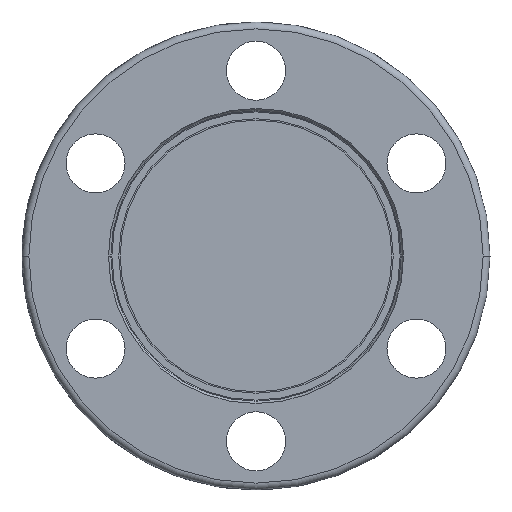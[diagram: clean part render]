
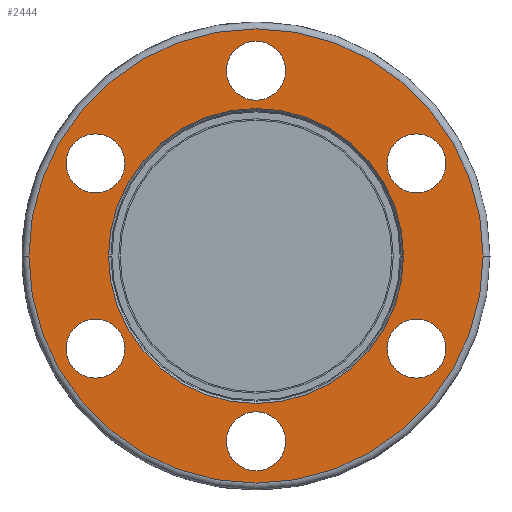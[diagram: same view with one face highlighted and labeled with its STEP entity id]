
A CAD part, front view. The second image highlights one B-rep face of the part: STEP entity #2444.
In plain terms, the highlighted planar face has unit normal (0, -1, 0).
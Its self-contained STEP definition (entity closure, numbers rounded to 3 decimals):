
#1353=CARTESIAN_POINT('',(0.,-7.5,0.));
#1354=DIRECTION('',(0.,1.,0.));
#1355=DIRECTION('',(-1.,0.,0.));
#1356=AXIS2_PLACEMENT_3D('',#1353,#1354,#1355);
#1358=CARTESIAN_POINT('',(0.,-7.5,0.));
#1359=DIRECTION('',(0.,1.,0.));
#1360=DIRECTION('',(1.,0.,0.));
#1361=AXIS2_PLACEMENT_3D('',#1358,#1359,#1360);
#1363=CARTESIAN_POINT('',(-11.691,-7.5,-6.75));
#1364=DIRECTION('',(0.,-1.,0.));
#1365=DIRECTION('',(1.,0.,0.));
#1366=AXIS2_PLACEMENT_3D('',#1363,#1364,#1365);
#1368=CARTESIAN_POINT('',(-11.691,-7.5,-6.75));
#1369=DIRECTION('',(0.,-1.,0.));
#1370=DIRECTION('',(-1.,0.,0.));
#1371=AXIS2_PLACEMENT_3D('',#1368,#1369,#1370);
#1373=CARTESIAN_POINT('',(-11.691,-7.5,6.75));
#1374=DIRECTION('',(0.,-1.,0.));
#1375=DIRECTION('',(0.5,0.,-0.866));
#1376=AXIS2_PLACEMENT_3D('',#1373,#1374,#1375);
#1378=CARTESIAN_POINT('',(-11.691,-7.5,6.75));
#1379=DIRECTION('',(0.,-1.,0.));
#1380=DIRECTION('',(-0.5,0.,0.866));
#1381=AXIS2_PLACEMENT_3D('',#1378,#1379,#1380);
#1383=CARTESIAN_POINT('',(0.,-7.5,13.5));
#1384=DIRECTION('',(0.,-1.,0.));
#1385=DIRECTION('',(-0.5,0.,-0.866));
#1386=AXIS2_PLACEMENT_3D('',#1383,#1384,#1385);
#1388=CARTESIAN_POINT('',(0.,-7.5,13.5));
#1389=DIRECTION('',(0.,-1.,0.));
#1390=DIRECTION('',(0.5,0.,0.866));
#1391=AXIS2_PLACEMENT_3D('',#1388,#1389,#1390);
#1393=CARTESIAN_POINT('',(11.691,-7.5,6.75));
#1394=DIRECTION('',(0.,-1.,0.));
#1395=DIRECTION('',(-1.,0.,0.));
#1396=AXIS2_PLACEMENT_3D('',#1393,#1394,#1395);
#1398=CARTESIAN_POINT('',(11.691,-7.5,6.75));
#1399=DIRECTION('',(0.,-1.,0.));
#1400=DIRECTION('',(1.,0.,0.));
#1401=AXIS2_PLACEMENT_3D('',#1398,#1399,#1400);
#1403=CARTESIAN_POINT('',(11.691,-7.5,-6.75));
#1404=DIRECTION('',(0.,-1.,0.));
#1405=DIRECTION('',(-0.5,0.,0.866));
#1406=AXIS2_PLACEMENT_3D('',#1403,#1404,#1405);
#1408=CARTESIAN_POINT('',(11.691,-7.5,-6.75));
#1409=DIRECTION('',(0.,-1.,0.));
#1410=DIRECTION('',(0.5,0.,-0.866));
#1411=AXIS2_PLACEMENT_3D('',#1408,#1409,#1410);
#1413=CARTESIAN_POINT('',(0.,-7.5,-13.5));
#1414=DIRECTION('',(0.,-1.,0.));
#1415=DIRECTION('',(0.5,0.,0.866));
#1416=AXIS2_PLACEMENT_3D('',#1413,#1414,#1415);
#1418=CARTESIAN_POINT('',(0.,-7.5,-13.5));
#1419=DIRECTION('',(0.,-1.,0.));
#1420=DIRECTION('',(-0.5,0.,-0.866));
#1421=AXIS2_PLACEMENT_3D('',#1418,#1419,#1420);
#1423=CARTESIAN_POINT('',(0.,-7.5,0.));
#1424=DIRECTION('',(0.,-1.,0.));
#1425=DIRECTION('',(-1.,0.,0.));
#1426=AXIS2_PLACEMENT_3D('',#1423,#1424,#1425);
#1428=CARTESIAN_POINT('',(0.,-7.5,0.));
#1429=DIRECTION('',(0.,-1.,0.));
#1430=DIRECTION('',(1.,0.,0.));
#1431=AXIS2_PLACEMENT_3D('',#1428,#1429,#1430);
#1767=CARTESIAN_POINT('',(10.75,-7.5,0.));
#1768=VERTEX_POINT('',#1767);
#1769=CARTESIAN_POINT('',(-10.75,-7.5,0.));
#1770=VERTEX_POINT('',#1769);
#1771=CARTESIAN_POINT('',(-16.55,-7.5,0.));
#1772=CARTESIAN_POINT('',(16.55,-7.5,0.));
#1773=VERTEX_POINT('',#1771);
#1774=VERTEX_POINT('',#1772);
#1775=CARTESIAN_POINT('',(-9.541,-7.5,-6.75));
#1776=CARTESIAN_POINT('',(-13.841,-7.5,-6.75));
#1777=VERTEX_POINT('',#1775);
#1778=VERTEX_POINT('',#1776);
#1779=CARTESIAN_POINT('',(-10.616,-7.5,4.888));
#1780=CARTESIAN_POINT('',(-12.766,-7.5,8.612));
#1781=VERTEX_POINT('',#1779);
#1782=VERTEX_POINT('',#1780);
#1783=CARTESIAN_POINT('',(-1.075,-7.5,11.638));
#1784=CARTESIAN_POINT('',(1.075,-7.5,15.362));
#1785=VERTEX_POINT('',#1783);
#1786=VERTEX_POINT('',#1784);
#1787=CARTESIAN_POINT('',(9.541,-7.5,6.75));
#1788=CARTESIAN_POINT('',(13.841,-7.5,6.75));
#1789=VERTEX_POINT('',#1787);
#1790=VERTEX_POINT('',#1788);
#1791=CARTESIAN_POINT('',(10.616,-7.5,-4.888));
#1792=CARTESIAN_POINT('',(12.766,-7.5,-8.612));
#1793=VERTEX_POINT('',#1791);
#1794=VERTEX_POINT('',#1792);
#1795=CARTESIAN_POINT('',(1.075,-7.5,-11.638));
#1796=CARTESIAN_POINT('',(-1.075,-7.5,-15.362));
#1797=VERTEX_POINT('',#1795);
#1798=VERTEX_POINT('',#1796);
#2392=CARTESIAN_POINT('',(0.,-7.5,0.));
#2393=DIRECTION('',(0.,1.,0.));
#2394=DIRECTION('',(1.,0.,0.));
#2395=AXIS2_PLACEMENT_3D('',#2392,#2393,#2394);
#2396=PLANE('',#2395);
#2398=ORIENTED_EDGE('',*,*,#2397,.T.);
#2400=ORIENTED_EDGE('',*,*,#2399,.T.);
#2401=EDGE_LOOP('',(#2398,#2400));
#2402=FACE_OUTER_BOUND('',#2401,.F.);
#2404=ORIENTED_EDGE('',*,*,#2403,.T.);
#2406=ORIENTED_EDGE('',*,*,#2405,.T.);
#2407=EDGE_LOOP('',(#2404,#2406));
#2408=FACE_BOUND('',#2407,.F.);
#2410=ORIENTED_EDGE('',*,*,#2409,.T.);
#2412=ORIENTED_EDGE('',*,*,#2411,.T.);
#2413=EDGE_LOOP('',(#2410,#2412));
#2414=FACE_BOUND('',#2413,.F.);
#2416=ORIENTED_EDGE('',*,*,#2415,.T.);
#2418=ORIENTED_EDGE('',*,*,#2417,.T.);
#2419=EDGE_LOOP('',(#2416,#2418));
#2420=FACE_BOUND('',#2419,.F.);
#2422=ORIENTED_EDGE('',*,*,#2421,.T.);
#2424=ORIENTED_EDGE('',*,*,#2423,.T.);
#2425=EDGE_LOOP('',(#2422,#2424));
#2426=FACE_BOUND('',#2425,.F.);
#2428=ORIENTED_EDGE('',*,*,#2427,.T.);
#2430=ORIENTED_EDGE('',*,*,#2429,.T.);
#2431=EDGE_LOOP('',(#2428,#2430));
#2432=FACE_BOUND('',#2431,.F.);
#2434=ORIENTED_EDGE('',*,*,#2433,.T.);
#2436=ORIENTED_EDGE('',*,*,#2435,.T.);
#2437=EDGE_LOOP('',(#2434,#2436));
#2438=FACE_BOUND('',#2437,.F.);
#2440=ORIENTED_EDGE('',*,*,#2439,.T.);
#2441=ORIENTED_EDGE('',*,*,#2382,.T.);
#2442=EDGE_LOOP('',(#2440,#2441));
#2443=FACE_BOUND('',#2442,.F.);
#2444=ADVANCED_FACE('',(#2402,#2408,#2414,#2420,#2426,#2432,#2438,#2443),#2396,
.F.);
#1357=CIRCLE('',#1356,16.55);
#1362=CIRCLE('',#1361,16.55);
#1367=CIRCLE('',#1366,2.15);
#1372=CIRCLE('',#1371,2.15);
#1377=CIRCLE('',#1376,2.15);
#1382=CIRCLE('',#1381,2.15);
#1387=CIRCLE('',#1386,2.15);
#1392=CIRCLE('',#1391,2.15);
#1397=CIRCLE('',#1396,2.15);
#1402=CIRCLE('',#1401,2.15);
#1407=CIRCLE('',#1406,2.15);
#1412=CIRCLE('',#1411,2.15);
#1417=CIRCLE('',#1416,2.15);
#1422=CIRCLE('',#1421,2.15);
#1427=CIRCLE('',#1426,10.75);
#1432=CIRCLE('',#1431,10.75);
#2382=EDGE_CURVE('',#1768,#1770,#1432,.T.);
#2397=EDGE_CURVE('',#1773,#1774,#1357,.T.);
#2399=EDGE_CURVE('',#1774,#1773,#1362,.T.);
#2403=EDGE_CURVE('',#1777,#1778,#1367,.T.);
#2405=EDGE_CURVE('',#1778,#1777,#1372,.T.);
#2409=EDGE_CURVE('',#1781,#1782,#1377,.T.);
#2411=EDGE_CURVE('',#1782,#1781,#1382,.T.);
#2415=EDGE_CURVE('',#1785,#1786,#1387,.T.);
#2417=EDGE_CURVE('',#1786,#1785,#1392,.T.);
#2421=EDGE_CURVE('',#1789,#1790,#1397,.T.);
#2423=EDGE_CURVE('',#1790,#1789,#1402,.T.);
#2427=EDGE_CURVE('',#1793,#1794,#1407,.T.);
#2429=EDGE_CURVE('',#1794,#1793,#1412,.T.);
#2433=EDGE_CURVE('',#1797,#1798,#1417,.T.);
#2435=EDGE_CURVE('',#1798,#1797,#1422,.T.);
#2439=EDGE_CURVE('',#1770,#1768,#1427,.T.);
